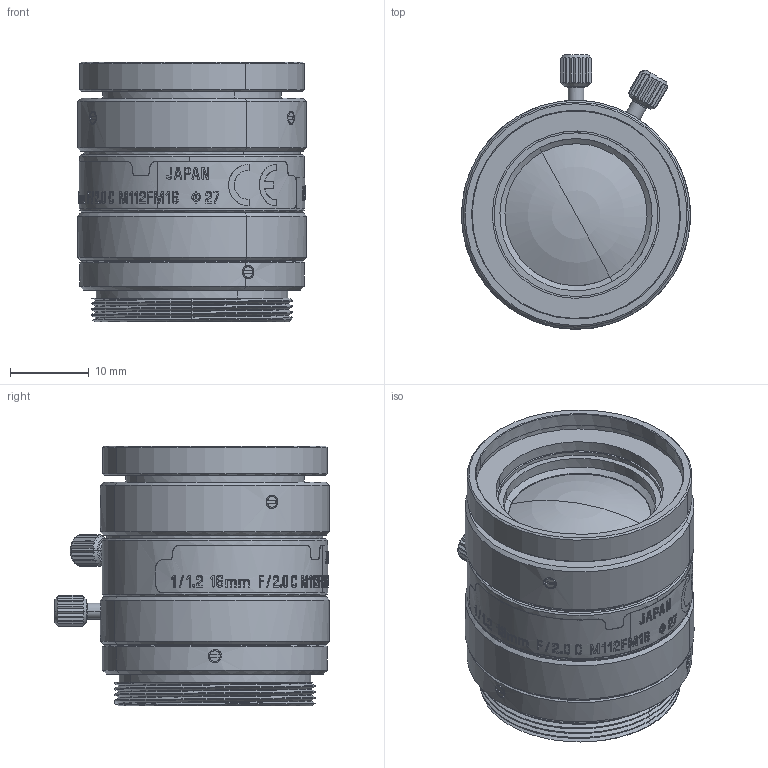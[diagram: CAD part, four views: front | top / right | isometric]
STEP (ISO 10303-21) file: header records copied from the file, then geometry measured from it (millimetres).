
FILE_DESCRIPTION(('CATIA V5 STEP Exchange'),'2;1');
FILE_NAME('ED013E0000_20180926.stp','2024-09-30T08:51:20+00:00',('none'),('none'),'CATIA Version 5-6 Release 2017 SP5 HF45','CATIA V5 STEP AP203','none');
FILE_SCHEMA(('CONFIG_CONTROL_DESIGN'));
Products named in the file (1): ED013E0000-A01-完成品ASSY
Bounding box: 28.99 x 34.8 x 32.9 mm (x, y, z)
Volume: 16548.7 mm3; surface area: 7569.5 mm2
Topology: 1 solids, 1 shells, 1575 faces, 4408 edges, 2922 vertices
Faces by surface type: bspline 1030, plane 348, cylinder 151, cone 38, sphere 4, torus 4
Entity records: 56138 total; most frequent: CARTESIAN_POINT 26133, ORIENTED_EDGE 8808, EDGE_CURVE 4404, B_SPLINE_CURVE_WITH_KNOTS 3304, VERTEX_POINT 2922, DIRECTION 1750, EDGE_LOOP 1670, ADVANCED_FACE 1575
